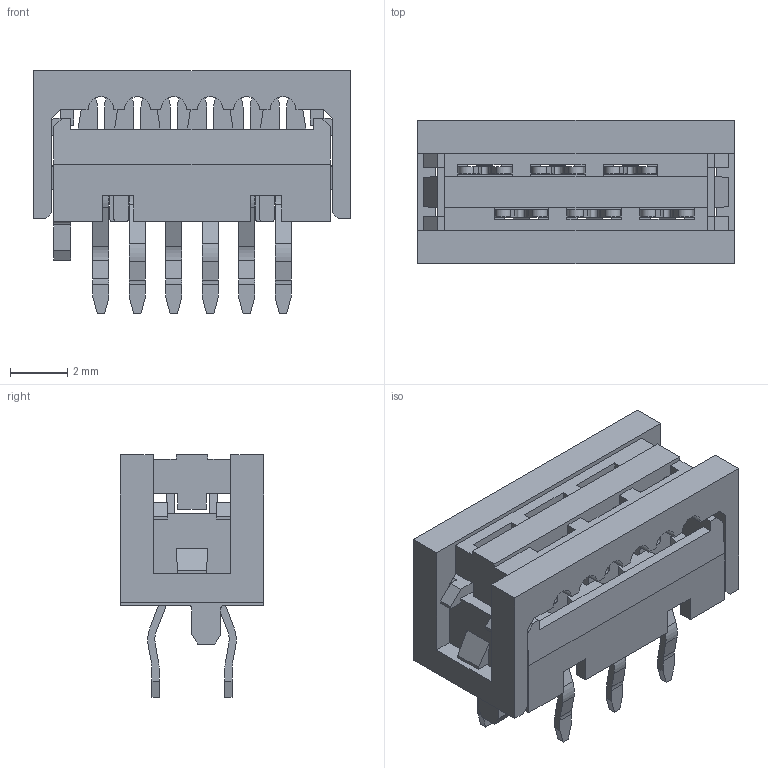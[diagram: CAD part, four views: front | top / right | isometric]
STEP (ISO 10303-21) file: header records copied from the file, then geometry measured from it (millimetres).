
FILE_DESCRIPTION(/* description */ ('Unknown'),/* implementation_level */ '2;1');
FILE_NAME(/* name */ 'J_Wurth_WR-MM_690207100672',/* time_stamp */ '2025-05-26T17:16:46+08:00',/* author */ ('Unknown'),/* organization */ ('Unknown'),/* preprocessor_version */ 'ST-DEVELOPER v19.4',/* originating_system */ 'Solid Edge',/* authorisation */ 'Unknown');
FILE_SCHEMA (('AUTOMOTIVE_DESIGN {1 0 10303 214 3 1 1}'));
Length unit declared in the file: millimetre
Products named in the file (2): J_Wurth_WR-MM_690207100672
Assembly tree (1 placements, depth 2):
  J_Wurth_WR-MM_690207100672
    J_Wurth_WR-MM_690207100672
Bounding box: 11.05 x 5 x 8.45 mm (x, y, z)
Volume: 167.5 mm3; surface area: 682.6 mm2
Topology: 8 solids, 8 shells, 530 faces, 1586 edges, 1048 vertices
Faces by surface type: plane 394, cylinder 136
Entity records: 17839 total; most frequent: ORIENTED_EDGE 3172, CARTESIAN_POINT 3166, DIRECTION 2922, EDGE_CURVE 1586, LINE 1314, VECTOR 1314, VERTEX_POINT 1048, AXIS2_PLACEMENT_3D 804
